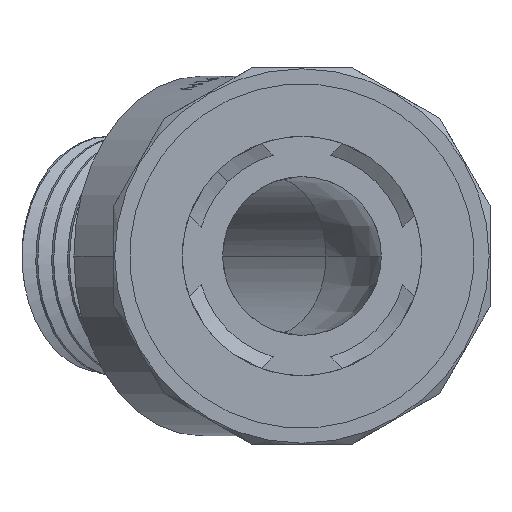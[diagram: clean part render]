
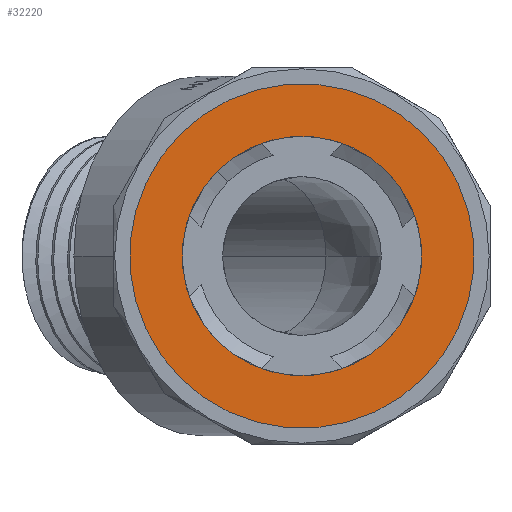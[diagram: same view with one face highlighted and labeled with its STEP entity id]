
A CAD part, front view. The second image highlights one B-rep face of the part: STEP entity #32220.
In plain terms, the highlighted planar face has unit normal (0, -1, 0).
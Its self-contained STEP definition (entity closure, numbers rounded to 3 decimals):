
#4288 = DIRECTION ( 'NONE',  ( 0.707, 0., -0.707 ) ) ;
#4289 = DIRECTION ( 'NONE',  ( 0., 1., 0. ) ) ;
#4290 = AXIS2_PLACEMENT_3D ( 'NONE', #4297, #4289, #4288 ) ;
#4291 = CIRCLE ( 'NONE', #4290, 8. ) ;
#4297 = CARTESIAN_POINT ( 'NONE',  ( 0., -3.704, 0. ) ) ;
#4514 = DIRECTION ( 'NONE',  ( 0.707, 0., -0.707 ) ) ;
#4515 = DIRECTION ( 'NONE',  ( 0., 1., 0. ) ) ;
#4516 = CARTESIAN_POINT ( 'NONE',  ( -8.132, -3.704, 8.132 ) ) ;
#4517 = AXIS2_PLACEMENT_3D ( 'NONE', #4516, #4515, #4514 ) ;
#4518 = PLANE ( 'NONE',  #4517 ) ;
#4519 = FACE_BOUND ( 'NONE', #32218, .T. ) ;
#4520 = FACE_OUTER_BOUND ( 'NONE', #32221, .T. ) ;
#4776 = DIRECTION ( 'NONE',  ( 0.707, 0., -0.707 ) ) ;
#4777 = DIRECTION ( 'NONE',  ( 0., 1., 0. ) ) ;
#4778 = CARTESIAN_POINT ( 'NONE',  ( 0., -3.704, 0. ) ) ;
#4779 = AXIS2_PLACEMENT_3D ( 'NONE', #4778, #4777, #4776 ) ;
#4780 = CIRCLE ( 'NONE', #4779, 11.5 ) ;
#6249 = CARTESIAN_POINT ( 'NONE',  ( 5.657, -3.704, -5.657 ) ) ;
#6250 = CARTESIAN_POINT ( 'NONE',  ( -5.657, -3.704, 5.657 ) ) ;
#6251 = DIRECTION ( 'NONE',  ( 0.707, 0., -0.707 ) ) ;
#6252 = DIRECTION ( 'NONE',  ( 0., 1., 0. ) ) ;
#6253 = CARTESIAN_POINT ( 'NONE',  ( 0., -3.704, 0. ) ) ;
#6254 = AXIS2_PLACEMENT_3D ( 'NONE', #6253, #6252, #6251 ) ;
#6259 = CIRCLE ( 'NONE', #6254, 8. ) ;
#6406 = CARTESIAN_POINT ( 'NONE',  ( -8.132, -3.704, 8.132 ) ) ;
#6497 = CARTESIAN_POINT ( 'NONE',  ( 8.132, -3.704, -8.132 ) ) ;
#6498 = DIRECTION ( 'NONE',  ( 0.707, 0., -0.707 ) ) ;
#6499 = DIRECTION ( 'NONE',  ( 0., 1., 0. ) ) ;
#6500 = CARTESIAN_POINT ( 'NONE',  ( 0., -3.704, 0. ) ) ;
#6501 = AXIS2_PLACEMENT_3D ( 'NONE', #6500, #6499, #6498 ) ;
#6502 = CIRCLE ( 'NONE', #6501, 11.5 ) ;
#32123 = EDGE_CURVE ( 'NONE', #33427, #33426, #4291, .T. ) ;
#32217 = ORIENTED_EDGE ( 'NONE', *, *, #32383, .F. ) ;
#32218 = EDGE_LOOP ( 'NONE', ( #32379, #32380 ) ) ;
#32220 = ADVANCED_FACE ( 'NONE', ( #4520, #4519 ), #4518, .F. ) ;
#32221 = EDGE_LOOP ( 'NONE', ( #32222, #32217 ) ) ;
#32222 = ORIENTED_EDGE ( 'NONE', *, *, #33591, .F. ) ;
#32379 = ORIENTED_EDGE ( 'NONE', *, *, #32123, .T. ) ;
#32380 = ORIENTED_EDGE ( 'NONE', *, *, #33425, .T. ) ;
#32383 = EDGE_CURVE ( 'NONE', #33540, #33592, #4780, .T. ) ;
#33425 = EDGE_CURVE ( 'NONE', #33426, #33427, #6259, .T. ) ;
#33426 = VERTEX_POINT ( 'NONE', #6250 ) ;
#33427 = VERTEX_POINT ( 'NONE', #6249 ) ;
#33540 = VERTEX_POINT ( 'NONE', #6406 ) ;
#33591 = EDGE_CURVE ( 'NONE', #33592, #33540, #6502, .T. ) ;
#33592 = VERTEX_POINT ( 'NONE', #6497 ) ;
